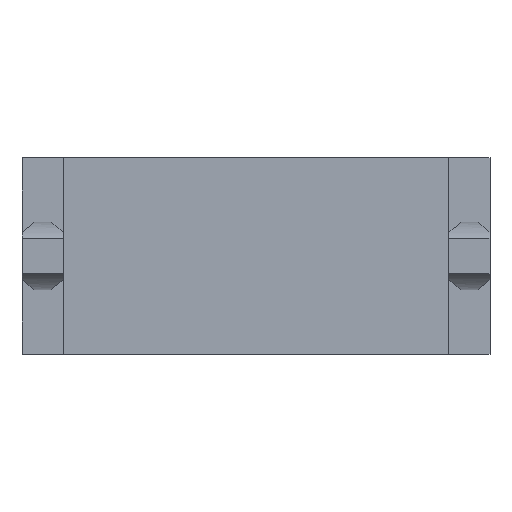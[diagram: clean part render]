
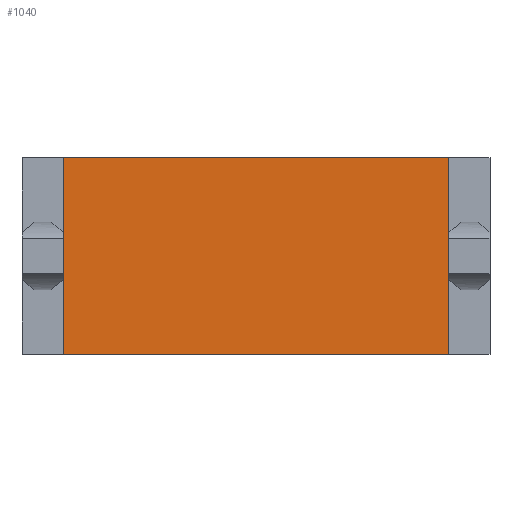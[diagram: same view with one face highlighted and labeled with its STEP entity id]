
A CAD part, front view. The second image highlights one B-rep face of the part: STEP entity #1040.
In plain terms, the highlighted planar face has unit normal (0, -1, 0).
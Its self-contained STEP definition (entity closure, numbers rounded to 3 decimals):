
#9=DIRECTION('',(1.,0.,0.));
#10=VECTOR('',#9,9.41);
#11=CARTESIAN_POINT('',(-4.705,4.768,-2.4));
#12=LINE('',#11,#10);
#191=DIRECTION('',(0.,0.,1.));
#192=VECTOR('',#191,4.8);
#193=CARTESIAN_POINT('',(4.705,4.768,-2.4));
#194=LINE('',#193,#192);
#321=DIRECTION('',(1.,0.,0.));
#322=VECTOR('',#321,9.41);
#323=CARTESIAN_POINT('',(-4.705,4.768,2.4));
#324=LINE('',#323,#322);
#433=DIRECTION('',(0.,0.,1.));
#434=VECTOR('',#433,4.8);
#435=CARTESIAN_POINT('',(-4.705,4.768,-2.4));
#436=LINE('',#435,#434);
#469=CARTESIAN_POINT('',(-4.705,4.768,-2.4));
#470=CARTESIAN_POINT('',(4.705,4.768,-2.4));
#471=VERTEX_POINT('',#469);
#472=VERTEX_POINT('',#470);
#477=CARTESIAN_POINT('',(-4.705,4.768,2.4));
#478=CARTESIAN_POINT('',(4.705,4.768,2.4));
#479=VERTEX_POINT('',#477);
#480=VERTEX_POINT('',#478);
#1029=CARTESIAN_POINT('',(-4.705,4.768,-2.4));
#1030=DIRECTION('',(0.,-1.,0.));
#1031=DIRECTION('',(1.,0.,0.));
#1032=AXIS2_PLACEMENT_3D('',#1029,#1030,#1031);
#1033=PLANE('',#1032);
#1034=ORIENTED_EDGE('',*,*,#590,.F.);
#1035=ORIENTED_EDGE('',*,*,#991,.T.);
#1036=ORIENTED_EDGE('',*,*,#888,.T.);
#1037=ORIENTED_EDGE('',*,*,#772,.F.);
#1038=EDGE_LOOP('',(#1034,#1035,#1036,#1037));
#1039=FACE_OUTER_BOUND('',#1038,.F.);
#590=EDGE_CURVE('',#471,#472,#12,.T.);
#772=EDGE_CURVE('',#472,#480,#194,.T.);
#888=EDGE_CURVE('',#479,#480,#324,.T.);
#991=EDGE_CURVE('',#471,#479,#436,.T.);
#1040=ADVANCED_FACE('',(#1039),#1033,.T.);
